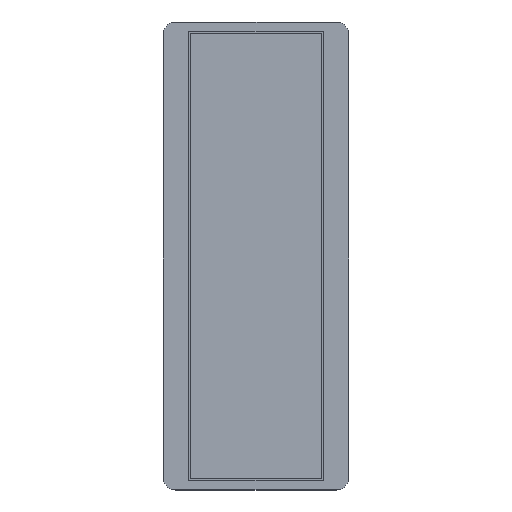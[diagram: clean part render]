
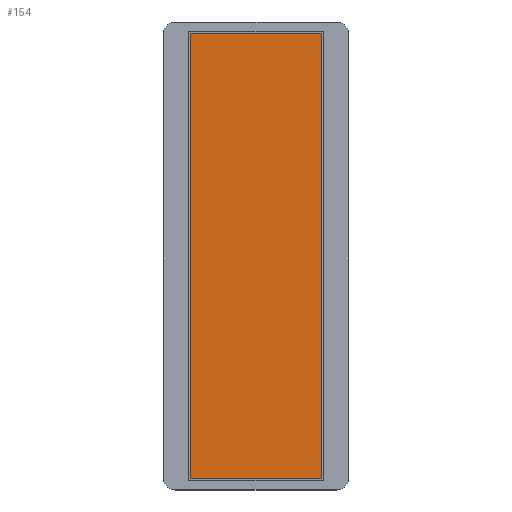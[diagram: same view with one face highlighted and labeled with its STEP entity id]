
A CAD part, top view. The second image highlights one B-rep face of the part: STEP entity #154.
In plain terms, the highlighted planar face has unit normal (0, 0, 1).
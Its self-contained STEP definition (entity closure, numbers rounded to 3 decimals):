
#3 = VECTOR ( 'NONE', #602, 1000. ) ;
#10 = DIRECTION ( 'NONE',  ( 0., -1., 0. ) ) ;
#13 = ORIENTED_EDGE ( 'NONE', *, *, #271, .F. ) ;
#39 = EDGE_CURVE ( 'NONE', #151, #104, #78, .T. ) ;
#44 = FACE_OUTER_BOUND ( 'NONE', #584, .T. ) ;
#67 = DIRECTION ( 'NONE',  ( 0., -1., 0. ) ) ;
#75 = VERTEX_POINT ( 'NONE', #369 ) ;
#78 = LINE ( 'NONE', #185, #336 ) ;
#104 = VERTEX_POINT ( 'NONE', #517 ) ;
#143 = ORIENTED_EDGE ( 'NONE', *, *, #503, .F. ) ;
#151 = VERTEX_POINT ( 'NONE', #377 ) ;
#154 = ADVANCED_FACE ( 'NONE', ( #44 ), #469, .F. ) ;
#160 = CARTESIAN_POINT ( 'NONE',  ( 16.82, -51.43, 3.86 ) ) ;
#172 = LINE ( 'NONE', #160, #462 ) ;
#185 = CARTESIAN_POINT ( 'NONE',  ( -14.38, -51.43, 3.86 ) ) ;
#200 = VERTEX_POINT ( 'NONE', #281 ) ;
#213 = LINE ( 'NONE', #488, #264 ) ;
#223 = CARTESIAN_POINT ( 'NONE',  ( -14.38, 54.27, 3.86 ) ) ;
#233 = DIRECTION ( 'NONE',  ( -1., 0., 0. ) ) ;
#264 = VECTOR ( 'NONE', #404, 1000. ) ;
#271 = EDGE_CURVE ( 'NONE', #200, #75, #213, .T. ) ;
#281 = CARTESIAN_POINT ( 'NONE',  ( -14.38, 54.27, 3.86 ) ) ;
#326 = LINE ( 'NONE', #223, #3 ) ;
#336 = VECTOR ( 'NONE', #233, 1000. ) ;
#369 = CARTESIAN_POINT ( 'NONE',  ( 16.82, 54.27, 3.86 ) ) ;
#377 = CARTESIAN_POINT ( 'NONE',  ( 16.82, -51.43, 3.86 ) ) ;
#390 = ORIENTED_EDGE ( 'NONE', *, *, #39, .F. ) ;
#404 = DIRECTION ( 'NONE',  ( 1., 0., 0. ) ) ;
#433 = CARTESIAN_POINT ( 'NONE',  ( -24.18, -49.38, 3.86 ) ) ;
#436 = EDGE_CURVE ( 'NONE', #104, #200, #326, .T. ) ;
#462 = VECTOR ( 'NONE', #67, 1000. ) ;
#469 = PLANE ( 'NONE',  #557 ) ;
#488 = CARTESIAN_POINT ( 'NONE',  ( 16.82, 54.27, 3.86 ) ) ;
#503 = EDGE_CURVE ( 'NONE', #75, #151, #172, .T. ) ;
#517 = CARTESIAN_POINT ( 'NONE',  ( -14.38, -51.43, 3.86 ) ) ;
#557 = AXIS2_PLACEMENT_3D ( 'NONE', #433, #564, #10 ) ;
#564 = DIRECTION ( 'NONE',  ( 0., 0., -1. ) ) ;
#575 = ORIENTED_EDGE ( 'NONE', *, *, #436, .F. ) ;
#584 = EDGE_LOOP ( 'NONE', ( #575, #390, #143, #13 ) ) ;
#602 = DIRECTION ( 'NONE',  ( 0., 1., 0. ) ) ;
